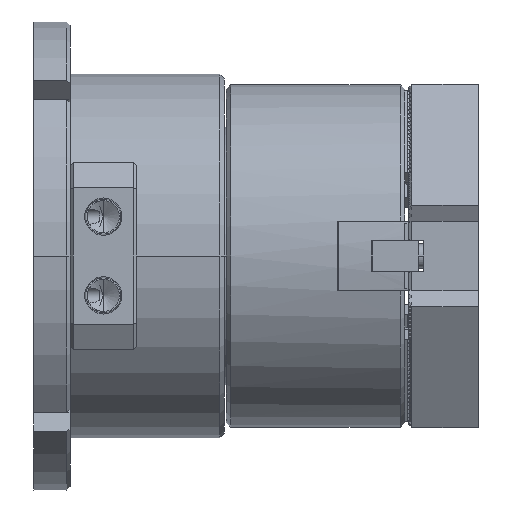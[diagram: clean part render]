
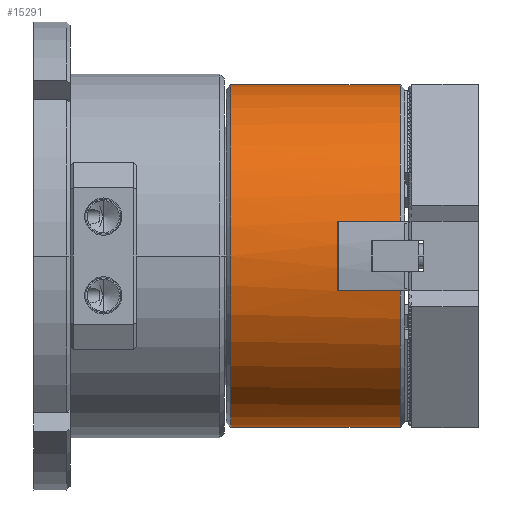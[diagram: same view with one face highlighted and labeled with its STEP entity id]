
A CAD part, front view. The second image highlights one B-rep face of the part: STEP entity #15291.
In plain terms, the highlighted cylindrical face has radius 56.5 mm (diameter 113 mm), a partial arc.
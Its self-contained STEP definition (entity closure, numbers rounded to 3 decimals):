
#1518 = VECTOR ( 'NONE', #17834, 1000. ) ;
#1578 = CARTESIAN_POINT ( 'NONE',  ( -22.3, 55.317, -11.5 ) ) ;
#1881 = VERTEX_POINT ( 'NONE', #26600 ) ;
#2247 = VERTEX_POINT ( 'NONE', #8947 ) ;
#2264 = DIRECTION ( 'NONE',  ( 0., 0., -1. ) ) ;
#3207 = CIRCLE ( 'NONE', #8751, 56.5 ) ;
#3931 = EDGE_LOOP ( 'NONE', ( #18647, #6274, #17357, #18314, #8807, #18614, #9618, #7763 ) ) ;
#4274 = DIRECTION ( 'NONE',  ( 0., 0., -1. ) ) ;
#4545 = EDGE_CURVE ( 'NONE', #13944, #13090, #3207, .T. ) ;
#5104 = LINE ( 'NONE', #27712, #24248 ) ;
#5389 = CARTESIAN_POINT ( 'NONE',  ( -57.5, 0., 0. ) ) ;
#5416 = AXIS2_PLACEMENT_3D ( 'NONE', #5389, #22890, #7917 ) ;
#5461 = CARTESIAN_POINT ( 'NONE',  ( 0., 0., -56.5 ) ) ;
#6022 = CARTESIAN_POINT ( 'NONE',  ( 0., 55.317, 11.5 ) ) ;
#6274 = ORIENTED_EDGE ( 'NONE', *, *, #29334, .T. ) ;
#6551 = VERTEX_POINT ( 'NONE', #24134 ) ;
#7763 = ORIENTED_EDGE ( 'NONE', *, *, #27579, .F. ) ;
#7917 = DIRECTION ( 'NONE',  ( 0., 0., -1. ) ) ;
#8580 = DIRECTION ( 'NONE',  ( -1., 0., 0. ) ) ;
#8751 = AXIS2_PLACEMENT_3D ( 'NONE', #29158, #14271, #31658 ) ;
#8761 = VECTOR ( 'NONE', #20429, 1000. ) ;
#8807 = ORIENTED_EDGE ( 'NONE', *, *, #10100, .T. ) ;
#8947 = CARTESIAN_POINT ( 'NONE',  ( -22.3, 55.317, 11.5 ) ) ;
#9514 = CIRCLE ( 'NONE', #11015, 56.5 ) ;
#9618 = ORIENTED_EDGE ( 'NONE', *, *, #4545, .F. ) ;
#10100 = EDGE_CURVE ( 'NONE', #2247, #22489, #9514, .T. ) ;
#10962 = CARTESIAN_POINT ( 'NONE',  ( -1.5, 55.317, 11.5 ) ) ;
#11015 = AXIS2_PLACEMENT_3D ( 'NONE', #23544, #8580, #26011 ) ;
#11329 = AXIS2_PLACEMENT_3D ( 'NONE', #26770, #24282, #4274 ) ;
#11567 = CARTESIAN_POINT ( 'NONE',  ( -1.5, 0., -56.5 ) ) ;
#11763 = VECTOR ( 'NONE', #18467, 1000. ) ;
#12322 = EDGE_CURVE ( 'NONE', #22489, #13090, #14839, .T. ) ;
#12354 = CIRCLE ( 'NONE', #20926, 56.5 ) ;
#13090 = VERTEX_POINT ( 'NONE', #16044 ) ;
#13944 = VERTEX_POINT ( 'NONE', #11567 ) ;
#14245 = EDGE_CURVE ( 'NONE', #29865, #6551, #27434, .T. ) ;
#14271 = DIRECTION ( 'NONE',  ( 1., 0., 0. ) ) ;
#14839 = LINE ( 'NONE', #30226, #1518 ) ;
#15291 = ADVANCED_FACE ( 'NONE', ( #24266 ), #30073, .T. ) ;
#15320 = DIRECTION ( 'NONE',  ( 1., 0., 0. ) ) ;
#15673 = EDGE_CURVE ( 'NONE', #21674, #2247, #25004, .T. ) ;
#16044 = CARTESIAN_POINT ( 'NONE',  ( -1.5, 55.317, -11.5 ) ) ;
#17269 = DIRECTION ( 'NONE',  ( 1., 0., 0. ) ) ;
#17357 = ORIENTED_EDGE ( 'NONE', *, *, #26681, .F. ) ;
#17834 = DIRECTION ( 'NONE',  ( 1., 0., 0. ) ) ;
#18314 = ORIENTED_EDGE ( 'NONE', *, *, #15673, .T. ) ;
#18467 = DIRECTION ( 'NONE',  ( -1., 0., 0. ) ) ;
#18614 = ORIENTED_EDGE ( 'NONE', *, *, #12322, .T. ) ;
#18647 = ORIENTED_EDGE ( 'NONE', *, *, #14245, .T. ) ;
#19253 = CARTESIAN_POINT ( 'NONE',  ( -57.5, 0., -56.5 ) ) ;
#20429 = DIRECTION ( 'NONE',  ( 1., 0., 0. ) ) ;
#20926 = AXIS2_PLACEMENT_3D ( 'NONE', #32164, #17269, #2264 ) ;
#21674 = VERTEX_POINT ( 'NONE', #10962 ) ;
#22489 = VERTEX_POINT ( 'NONE', #1578 ) ;
#22890 = DIRECTION ( 'NONE',  ( 1., 0., 0. ) ) ;
#23544 = CARTESIAN_POINT ( 'NONE',  ( -22.3, 0., 0. ) ) ;
#24134 = CARTESIAN_POINT ( 'NONE',  ( -57.5, 0., 56.5 ) ) ;
#24248 = VECTOR ( 'NONE', #15320, 1000. ) ;
#24266 = FACE_OUTER_BOUND ( 'NONE', #3931, .T. ) ;
#24282 = DIRECTION ( 'NONE',  ( 1., 0., 0. ) ) ;
#25004 = LINE ( 'NONE', #6022, #11763 ) ;
#26011 = DIRECTION ( 'NONE',  ( 0., 0., -1. ) ) ;
#26287 = LINE ( 'NONE', #5461, #8761 ) ;
#26600 = CARTESIAN_POINT ( 'NONE',  ( -1.5, 0., 56.5 ) ) ;
#26681 = EDGE_CURVE ( 'NONE', #21674, #1881, #12354, .T. ) ;
#26770 = CARTESIAN_POINT ( 'NONE',  ( 0., 0., 0. ) ) ;
#27434 = CIRCLE ( 'NONE', #5416, 56.5 ) ;
#27579 = EDGE_CURVE ( 'NONE', #29865, #13944, #26287, .T. ) ;
#27712 = CARTESIAN_POINT ( 'NONE',  ( 0., 0., 56.5 ) ) ;
#29158 = CARTESIAN_POINT ( 'NONE',  ( -1.5, 0., 0. ) ) ;
#29334 = EDGE_CURVE ( 'NONE', #6551, #1881, #5104, .T. ) ;
#29865 = VERTEX_POINT ( 'NONE', #19253 ) ;
#30073 = CYLINDRICAL_SURFACE ( 'NONE', #11329, 56.5 ) ;
#30226 = CARTESIAN_POINT ( 'NONE',  ( 0., 55.317, -11.5 ) ) ;
#31658 = DIRECTION ( 'NONE',  ( 0., 0., -1. ) ) ;
#32164 = CARTESIAN_POINT ( 'NONE',  ( -1.5, 0., 0. ) ) ;
